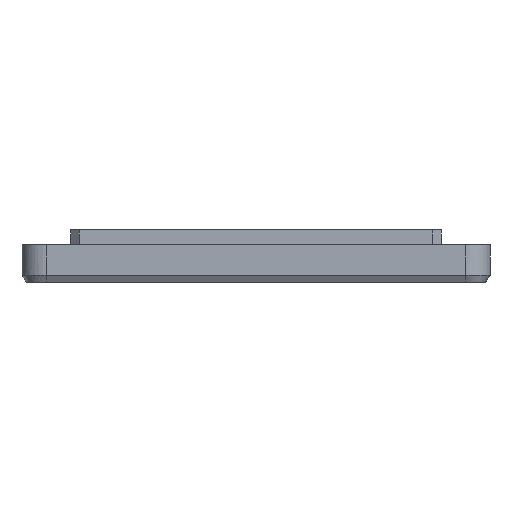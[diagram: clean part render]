
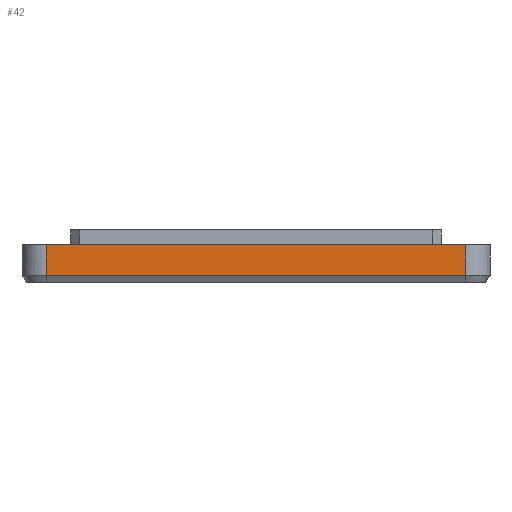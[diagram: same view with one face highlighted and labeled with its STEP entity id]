
A CAD part, left-side view. The second image highlights one B-rep face of the part: STEP entity #42.
In plain terms, the highlighted free-form (B-spline) face has degree [2, 1] with [3, 2] control points.
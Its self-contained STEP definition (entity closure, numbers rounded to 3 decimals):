
#42=ADVANCED_FACE('',(#183),#2240,.T.);
#183=FACE_OUTER_BOUND('',#324,.T.);
#324=EDGE_LOOP('',(#508,#509,#510,#511));
#508=ORIENTED_EDGE('',*,*,#1227,.T.);
#509=ORIENTED_EDGE('',*,*,#1225,.F.);
#510=ORIENTED_EDGE('',*,*,#1226,.F.);
#511=ORIENTED_EDGE('',*,*,#1224,.F.);
#1224=EDGE_CURVE('',#1973,#1972,#1884,.T.);
#1225=EDGE_CURVE('',#1974,#1975,#1885,.T.);
#1226=EDGE_CURVE('',#1972,#1974,#1886,.T.);
#1227=EDGE_CURVE('',#1973,#1975,#1887,.T.);
#1884=(
BOUNDED_CURVE()
B_SPLINE_CURVE(2,(#3506,#3507,#3508),.UNSPECIFIED.,.F.,.F.)
B_SPLINE_CURVE_WITH_KNOTS((3,3),(-115.71,-3.71),
 .UNSPECIFIED.)
CURVE()
GEOMETRIC_REPRESENTATION_ITEM()
RATIONAL_B_SPLINE_CURVE((1.,1.,1.))
REPRESENTATION_ITEM('')
);
#1885=(
BOUNDED_CURVE()
B_SPLINE_CURVE(2,(#3509,#3510,#3511),.UNSPECIFIED.,.F.,.F.)
B_SPLINE_CURVE_WITH_KNOTS((3,3),(3.71,115.71),
 .UNSPECIFIED.)
CURVE()
GEOMETRIC_REPRESENTATION_ITEM()
RATIONAL_B_SPLINE_CURVE((1.,1.,1.))
REPRESENTATION_ITEM('')
);
#1886=(
BOUNDED_CURVE()
B_SPLINE_CURVE(1,(#3512,#3513),.UNSPECIFIED.,.F.,.F.)
B_SPLINE_CURVE_WITH_KNOTS((2,2),(5.999,14.195),
 .UNSPECIFIED.)
CURVE()
GEOMETRIC_REPRESENTATION_ITEM()
RATIONAL_B_SPLINE_CURVE((1.,1.))
REPRESENTATION_ITEM('')
);
#1887=(
BOUNDED_CURVE()
B_SPLINE_CURVE(1,(#3514,#3515),.UNSPECIFIED.,.F.,.F.)
B_SPLINE_CURVE_WITH_KNOTS((2,2),(5.999,14.195),
 .UNSPECIFIED.)
CURVE()
GEOMETRIC_REPRESENTATION_ITEM()
RATIONAL_B_SPLINE_CURVE((1.,1.))
REPRESENTATION_ITEM('')
);
#1972=VERTEX_POINT('',#3262);
#1973=VERTEX_POINT('',#3263);
#1974=VERTEX_POINT('',#3264);
#1975=VERTEX_POINT('',#3265);
#2240=(
BOUNDED_SURFACE()
B_SPLINE_SURFACE(2,1,((#2561,#2562),(#2563,#2564),(#2565,#2566)),
 .UNSPECIFIED.,.F.,.F.,.F.)
B_SPLINE_SURFACE_WITH_KNOTS((3,3),(2,2),(3.71,115.71),
(5.999,14.195),.UNSPECIFIED.)
GEOMETRIC_REPRESENTATION_ITEM()
RATIONAL_B_SPLINE_SURFACE(((1.,1.),(1.,1.),(1.,1.)))
REPRESENTATION_ITEM('')
SURFACE()
);
#2561=CARTESIAN_POINT('',(-62.5,-56.,-5.999));
#2562=CARTESIAN_POINT('',(-62.5,-56.,-14.195));
#2563=CARTESIAN_POINT('',(-62.5,0.,-5.999));
#2564=CARTESIAN_POINT('',(-62.5,0.,-14.195));
#2565=CARTESIAN_POINT('',(-62.5,56.,-5.999));
#2566=CARTESIAN_POINT('',(-62.5,56.,-14.195));
#3262=CARTESIAN_POINT('',(-62.5,-56.,-5.999));
#3263=CARTESIAN_POINT('',(-62.5,56.,-5.999));
#3264=CARTESIAN_POINT('',(-62.5,-56.,-14.195));
#3265=CARTESIAN_POINT('',(-62.5,56.,-14.195));
#3506=CARTESIAN_POINT('',(-62.5,56.,-5.999));
#3507=CARTESIAN_POINT('',(-62.5,0.,-5.999));
#3508=CARTESIAN_POINT('',(-62.5,-56.,-5.999));
#3509=CARTESIAN_POINT('',(-62.5,-56.,-14.195));
#3510=CARTESIAN_POINT('',(-62.5,0.,-14.195));
#3511=CARTESIAN_POINT('',(-62.5,56.,-14.195));
#3512=CARTESIAN_POINT('',(-62.5,-56.,-5.999));
#3513=CARTESIAN_POINT('',(-62.5,-56.,-14.195));
#3514=CARTESIAN_POINT('',(-62.5,56.,-5.999));
#3515=CARTESIAN_POINT('',(-62.5,56.,-14.195));
